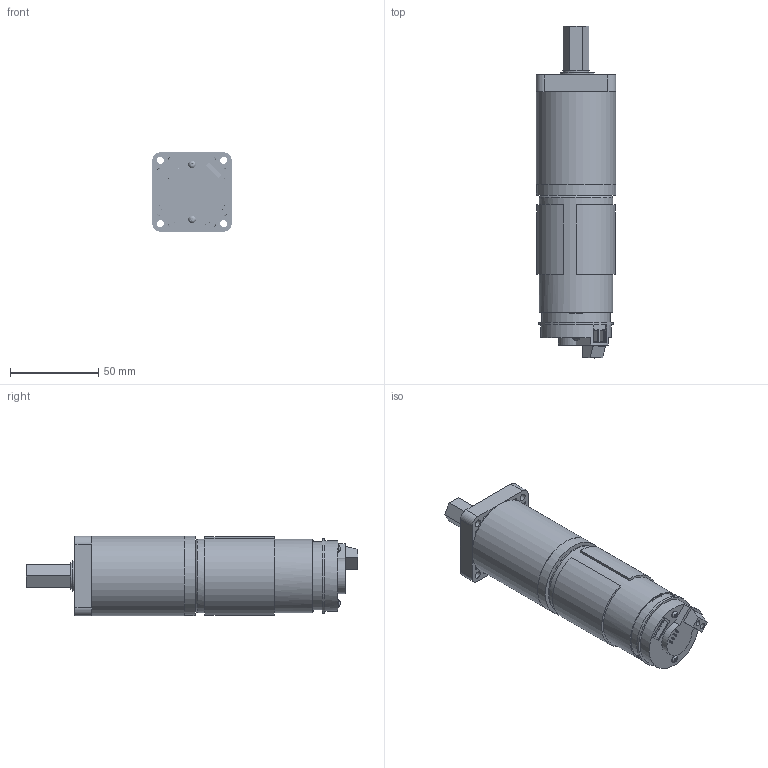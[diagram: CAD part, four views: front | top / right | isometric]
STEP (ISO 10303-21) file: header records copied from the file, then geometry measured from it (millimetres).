
FILE_DESCRIPTION (( 'STEP AP214' ), '1' );
FILE_NAME ('am-4250 PG516 500 hex+Motor+Encoder.STEP', '2020-04-24T17:39:23', ( '' ), ( '' ), 'SwSTEP 2.0', 'SolidWorks 2019', '' );
FILE_SCHEMA (( 'AUTOMOTIVE_DESIGN' ));
Length unit declared in the file: inch
Products named in the file (15): am-4250g PG516 500 hex; RS775 with Encoder; PG188 ring gear; 6082-ZZ 5972K155_BALL BEARING_5972K155; 500 PG output assm; RS775 with Backshaft; SHCS M4-0.7 x 6 - McM 91290A139_91290A139; PG and CIM output block; 98541A410_BLACK-FINISH STEEL EXTERNAL RETAINING RING_98541A410; SHCS M4-0.7 x 60 - McM 91290A186_91290A188; Hall Effect Encoder for PG Gearboxes; PG input block; am-4250 PG516 500 hex+Motor+Encoder; 500 PG output shaft; Shim washer
Assembly tree (19 placements, depth 4):
  am-4250 PG516 500 hex+Motor+Encoder
    am-4250g PG516 500 hex
      PG input block
      PG188 ring gear
      500 PG output assm
        PG and CIM output block
        500 PG output shaft
        6082-ZZ 5972K155_BALL BEARING_5972K155  x2
        98541A410_BLACK-FINISH STEEL EXTERNAL RETAINING RING_98541A410
        Shim washer
      SHCS M4-0.7 x 60 - McM 91290A186_91290A188  x4
    RS775 with Encoder
      RS775 with Backshaft
      Hall Effect Encoder for PG Gearboxes
    SHCS M4-0.7 x 6 - McM 91290A139_91290A139  x2
Bounding box: 45 x 188.38 x 45 mm (x, y, z)
Volume: 124514.2 mm3; surface area: 76392.3 mm2
Topology: 48 solids, 48 shells, 1171 faces, 2974 edges, 1932 vertices
Faces by surface type: plane 474, cylinder 281, bspline 205, cone 169, sphere 26, torus 16
Full cylindrical faces by diameter (mm): 1.7 x2, 3.15 x2, 3.175 x2, 3.3 x10, 4 x130, 4.039 x5, 4.2 x2, 4.318 x4, 4.5 x4, 5 x2, 5.436 x1, 6 x2, 6.35 x1, 7 x6, 7.62 x4, 8 x2, 14.3 x2, 14.91 x1, 15 x5, 15.189 x1, 17.5 x1, 17.83 x8, 19.05 x1, 20.32 x1, 21.17 x8, 22.225 x1, 24 x4, 26 x1, 26.289 x1, 26.5 x1
Entity records: 46837 total; most frequent: CARTESIAN_POINT 22556, ORIENTED_EDGE 4262, DIRECTION 3545, EDGE_CURVE 2131, VERTEX_POINT 1457, AXIS2_PLACEMENT_3D 1272, EDGE_LOOP 1162, VECTOR 1001
